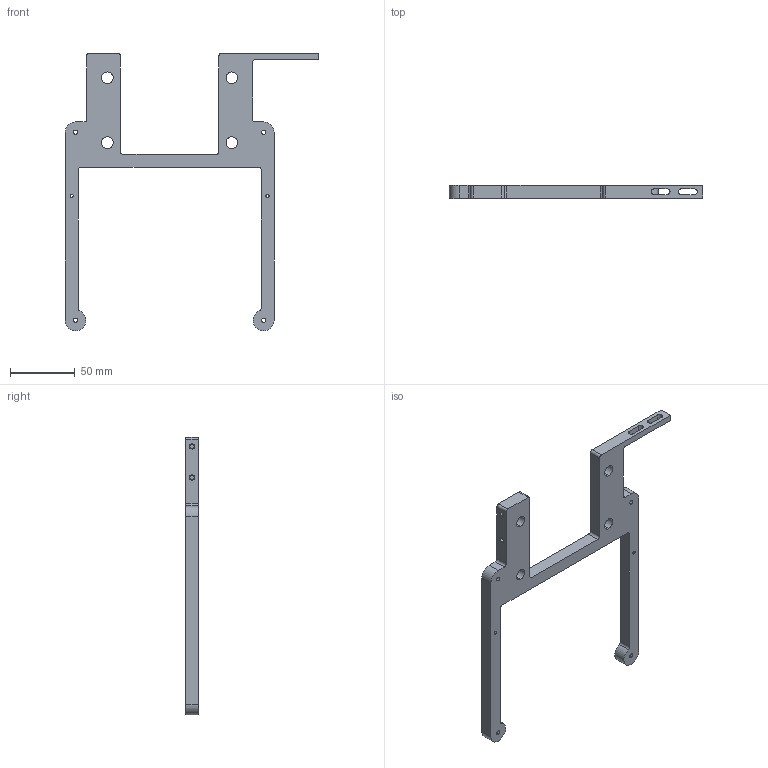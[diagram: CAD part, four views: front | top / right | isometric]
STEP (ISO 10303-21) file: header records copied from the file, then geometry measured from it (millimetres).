
FILE_DESCRIPTION (( 'STEP AP203' ), '1' );
FILE_NAME ('Mandrel Chassis.STEP', '2021-02-24T23:50:39', ( '' ), ( '' ), 'SwSTEP 2.0', 'SolidWorks 2018', '' );
FILE_SCHEMA (( 'CONFIG_CONTROL_DESIGN' ));
Length unit declared in the file: millimetre
Products named in the file (1): Mandrel Chassis
Bounding box: 195.5 x 10 x 213.9 mm (x, y, z)
Volume: 89348.3 mm3; surface area: 32846.9 mm2
Topology: 1 solids, 1 shells, 82 faces, 228 edges, 148 vertices
Faces by surface type: cylinder 48, plane 22, cone 12
Entity records: 2797 total; most frequent: DIRECTION 502, CARTESIAN_POINT 459, ORIENTED_EDGE 456, EDGE_CURVE 228, AXIS2_PLACEMENT_3D 191, VERTEX_POINT 148, VECTOR 120, LINE 120
